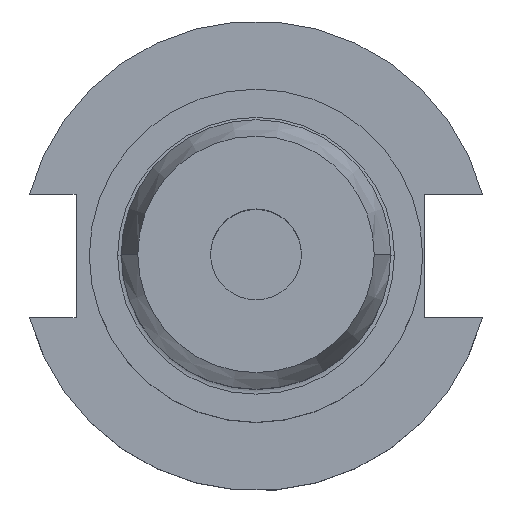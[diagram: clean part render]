
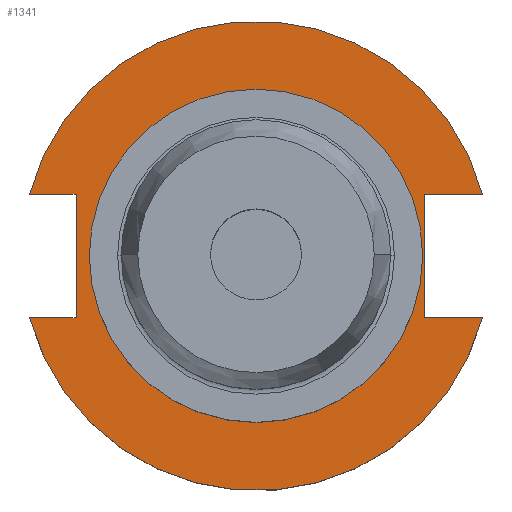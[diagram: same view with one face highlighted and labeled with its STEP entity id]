
A CAD part, top view. The second image highlights one B-rep face of the part: STEP entity #1341.
In plain terms, the highlighted planar face has unit normal (0, 0, 1).
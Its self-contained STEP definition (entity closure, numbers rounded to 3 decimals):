
#15 = VERTEX_POINT ( 'NONE', #1278 ) ;
#40 = AXIS2_PLACEMENT_3D ( 'NONE', #731, #862, #1025 ) ;
#55 = ORIENTED_EDGE ( 'NONE', *, *, #1154, .F. ) ;
#65 = VECTOR ( 'NONE', #1785, 1000. ) ;
#102 = ORIENTED_EDGE ( 'NONE', *, *, #1142, .F. ) ;
#118 = AXIS2_PLACEMENT_3D ( 'NONE', #1359, #905, #194 ) ;
#136 = VERTEX_POINT ( 'NONE', #572 ) ;
#150 = VERTEX_POINT ( 'NONE', #881 ) ;
#161 = ORIENTED_EDGE ( 'NONE', *, *, #1836, .F. ) ;
#194 = DIRECTION ( 'NONE',  ( 1., 0., 0. ) ) ;
#269 = VERTEX_POINT ( 'NONE', #484 ) ;
#304 = CIRCLE ( 'NONE', #40, 49.212 ) ;
#305 = ORIENTED_EDGE ( 'NONE', *, *, #812, .F. ) ;
#312 = CARTESIAN_POINT ( 'NONE',  ( 35.306, -12.954, 19.05 ) ) ;
#314 = ORIENTED_EDGE ( 'NONE', *, *, #346, .T. ) ;
#317 = DIRECTION ( 'NONE',  ( 0., 0., 1. ) ) ;
#324 = DIRECTION ( 'NONE',  ( 0., -1., 0. ) ) ;
#346 = EDGE_CURVE ( 'NONE', #455, #1152, #1232, .T. ) ;
#347 = CARTESIAN_POINT ( 'NONE',  ( -47.477, -12.954, 19.05 ) ) ;
#349 = CIRCLE ( 'NONE', #822, 34.925 ) ;
#386 = ORIENTED_EDGE ( 'NONE', *, *, #1443, .F. ) ;
#455 = VERTEX_POINT ( 'NONE', #347 ) ;
#472 = CARTESIAN_POINT ( 'NONE',  ( -37.719, 12.954, 19.05 ) ) ;
#484 = CARTESIAN_POINT ( 'NONE',  ( -37.719, 12.954, 19.05 ) ) ;
#501 = LINE ( 'NONE', #1095, #1268 ) ;
#508 = LINE ( 'NONE', #472, #65 ) ;
#572 = CARTESIAN_POINT ( 'NONE',  ( -47.477, 12.954, 19.05 ) ) ;
#575 = CARTESIAN_POINT ( 'NONE',  ( -63.719, 12.954, 19.05 ) ) ;
#582 = DIRECTION ( 'NONE',  ( -1., 0., 0. ) ) ;
#584 = LINE ( 'NONE', #312, #1120 ) ;
#618 = EDGE_CURVE ( 'NONE', #150, #269, #508, .T. ) ;
#622 = CARTESIAN_POINT ( 'NONE',  ( -34.925, 0., 19.05 ) ) ;
#629 = PLANE ( 'NONE',  #118 ) ;
#649 = DIRECTION ( 'NONE',  ( 1., 0., 0. ) ) ;
#673 = FACE_OUTER_BOUND ( 'NONE', #1169, .T. ) ;
#687 = AXIS2_PLACEMENT_3D ( 'NONE', #791, #317, #1343 ) ;
#703 = EDGE_CURVE ( 'NONE', #1294, #1152, #584, .T. ) ;
#713 = VECTOR ( 'NONE', #582, 1000. ) ;
#731 = CARTESIAN_POINT ( 'NONE',  ( 0., 0., 19.05 ) ) ;
#752 = CARTESIAN_POINT ( 'NONE',  ( 35.306, 12.954, 19.05 ) ) ;
#761 = LINE ( 'NONE', #575, #713 ) ;
#764 = CIRCLE ( 'NONE', #687, 34.925 ) ;
#783 = DIRECTION ( 'NONE',  ( 1., 0., 0. ) ) ;
#791 = CARTESIAN_POINT ( 'NONE',  ( 0., 0., 19.05 ) ) ;
#804 = CARTESIAN_POINT ( 'NONE',  ( 0., 0., 19.05 ) ) ;
#812 = EDGE_CURVE ( 'NONE', #1745, #1294, #1828, .T. ) ;
#818 = ORIENTED_EDGE ( 'NONE', *, *, #618, .F. ) ;
#822 = AXIS2_PLACEMENT_3D ( 'NONE', #958, #1567, #1126 ) ;
#853 = VECTOR ( 'NONE', #324, 1000. ) ;
#860 = VERTEX_POINT ( 'NONE', #622 ) ;
#862 = DIRECTION ( 'NONE',  ( 0., 0., 1. ) ) ;
#881 = CARTESIAN_POINT ( 'NONE',  ( -37.719, -12.954, 19.05 ) ) ;
#905 = DIRECTION ( 'NONE',  ( 0., 0., 1. ) ) ;
#908 = VERTEX_POINT ( 'NONE', #1816 ) ;
#958 = CARTESIAN_POINT ( 'NONE',  ( 0., 0., 19.05 ) ) ;
#1025 = DIRECTION ( 'NONE',  ( 1., 0., 0. ) ) ;
#1078 = CARTESIAN_POINT ( 'NONE',  ( 35.306, 12.954, 19.05 ) ) ;
#1095 = CARTESIAN_POINT ( 'NONE',  ( -63.719, -12.954, 19.05 ) ) ;
#1116 = FACE_BOUND ( 'NONE', #1664, .T. ) ;
#1118 = LINE ( 'NONE', #1378, #1449 ) ;
#1120 = VECTOR ( 'NONE', #1335, 1000. ) ;
#1126 = DIRECTION ( 'NONE',  ( 1., 0., 0. ) ) ;
#1142 = EDGE_CURVE ( 'NONE', #860, #15, #764, .T. ) ;
#1152 = VERTEX_POINT ( 'NONE', #1638 ) ;
#1154 = EDGE_CURVE ( 'NONE', #908, #1745, #1118, .T. ) ;
#1169 = EDGE_LOOP ( 'NONE', ( #314, #1502, #305, #55, #1737, #386, #818, #1697 ) ) ;
#1232 = CIRCLE ( 'NONE', #1480, 49.212 ) ;
#1235 = DIRECTION ( 'NONE',  ( -1., 0., 0. ) ) ;
#1268 = VECTOR ( 'NONE', #783, 1000. ) ;
#1278 = CARTESIAN_POINT ( 'NONE',  ( 34.925, 0., 19.05 ) ) ;
#1294 = VERTEX_POINT ( 'NONE', #1588 ) ;
#1335 = DIRECTION ( 'NONE',  ( 1., 0., 0. ) ) ;
#1341 = ADVANCED_FACE ( 'NONE', ( #1116, #673 ), #629, .T. ) ;
#1343 = DIRECTION ( 'NONE',  ( 1., 0., 0. ) ) ;
#1359 = CARTESIAN_POINT ( 'NONE',  ( 0., 49.212, 19.05 ) ) ;
#1372 = EDGE_CURVE ( 'NONE', #908, #136, #304, .T. ) ;
#1378 = CARTESIAN_POINT ( 'NONE',  ( 35.306, 12.954, 19.05 ) ) ;
#1381 = DIRECTION ( 'NONE',  ( 0., 0., 1. ) ) ;
#1443 = EDGE_CURVE ( 'NONE', #269, #136, #761, .T. ) ;
#1449 = VECTOR ( 'NONE', #1235, 1000. ) ;
#1480 = AXIS2_PLACEMENT_3D ( 'NONE', #804, #1381, #649 ) ;
#1502 = ORIENTED_EDGE ( 'NONE', *, *, #703, .F. ) ;
#1567 = DIRECTION ( 'NONE',  ( 0., 0., 1. ) ) ;
#1588 = CARTESIAN_POINT ( 'NONE',  ( 35.306, -12.954, 19.05 ) ) ;
#1628 = EDGE_CURVE ( 'NONE', #455, #150, #501, .T. ) ;
#1638 = CARTESIAN_POINT ( 'NONE',  ( 47.477, -12.954, 19.05 ) ) ;
#1664 = EDGE_LOOP ( 'NONE', ( #161, #102 ) ) ;
#1697 = ORIENTED_EDGE ( 'NONE', *, *, #1628, .F. ) ;
#1737 = ORIENTED_EDGE ( 'NONE', *, *, #1372, .T. ) ;
#1745 = VERTEX_POINT ( 'NONE', #1078 ) ;
#1785 = DIRECTION ( 'NONE',  ( 0., 1., 0. ) ) ;
#1816 = CARTESIAN_POINT ( 'NONE',  ( 47.477, 12.954, 19.05 ) ) ;
#1828 = LINE ( 'NONE', #752, #853 ) ;
#1836 = EDGE_CURVE ( 'NONE', #15, #860, #349, .T. ) ;
